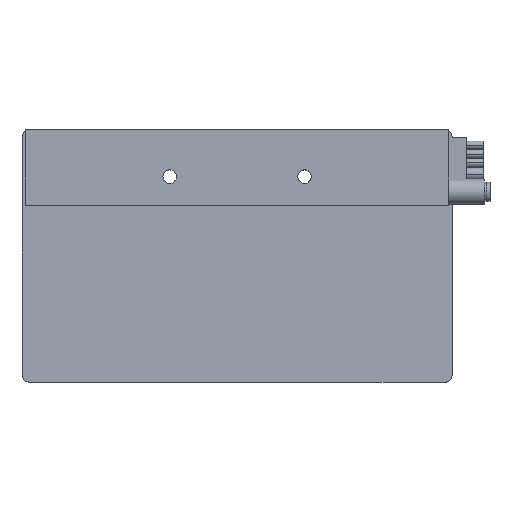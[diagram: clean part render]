
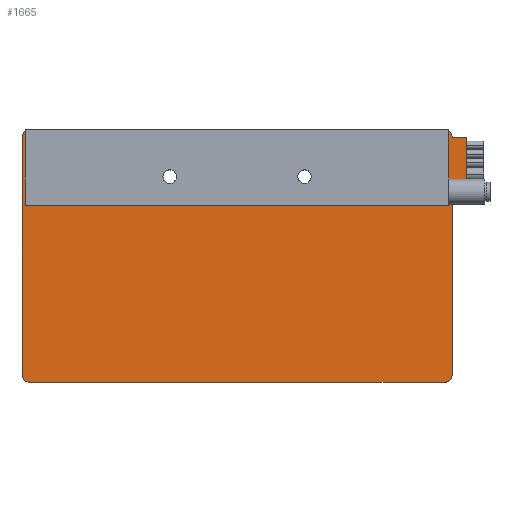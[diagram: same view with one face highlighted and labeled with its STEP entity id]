
A CAD part, top view. The second image highlights one B-rep face of the part: STEP entity #1665.
In plain terms, the highlighted planar face has unit normal (0, 0, 1).
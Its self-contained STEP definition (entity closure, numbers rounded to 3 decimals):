
#161=DIRECTION('',(0.,1.,0.));
#162=VECTOR('',#161,23.445);
#163=CARTESIAN_POINT('',(66.999,16.05,4.2));
#164=LINE('',#163,#162);
#165=CARTESIAN_POINT('',(65.8,37.65,4.2));
#166=DIRECTION('',(0.,0.,-1.));
#167=DIRECTION('',(0.545,0.838,0.));
#168=AXIS2_PLACEMENT_3D('',#165,#166,#167);
#170=DIRECTION('',(0.,-1.,0.));
#171=VECTOR('',#170,0.25);
#172=CARTESIAN_POINT('',(68.,37.65,4.2));
#173=LINE('',#172,#171);
#174=DIRECTION('',(0.,-1.,0.));
#175=VECTOR('',#174,14.6);
#176=CARTESIAN_POINT('',(72.6,37.4,4.2));
#177=LINE('',#176,#175);
#178=DIRECTION('',(0.,-1.,0.));
#179=VECTOR('',#178,60.55);
#180=CARTESIAN_POINT('',(68.,22.8,4.2));
#181=LINE('',#180,#179);
#182=CARTESIAN_POINT('',(65.8,-37.75,4.2));
#183=DIRECTION('',(0.,0.,-1.));
#184=DIRECTION('',(1.,0.,0.));
#185=AXIS2_PLACEMENT_3D('',#182,#183,#184);
#187=DIRECTION('',(-1.,0.,0.));
#188=VECTOR('',#187,131.6);
#189=CARTESIAN_POINT('',(65.8,-39.95,4.2));
#190=LINE('',#189,#188);
#191=CARTESIAN_POINT('',(-65.8,-37.75,4.2));
#192=DIRECTION('',(0.,0.,-1.));
#193=DIRECTION('',(0.,-1.,0.));
#194=AXIS2_PLACEMENT_3D('',#191,#192,#193);
#196=DIRECTION('',(0.,1.,0.));
#197=VECTOR('',#196,75.4);
#198=CARTESIAN_POINT('',(-68.,-37.75,4.2));
#199=LINE('',#198,#197);
#200=CARTESIAN_POINT('',(-65.8,37.65,4.2));
#201=DIRECTION('',(0.,0.,-1.));
#202=DIRECTION('',(-1.,0.,0.));
#203=AXIS2_PLACEMENT_3D('',#200,#201,#202);
#205=DIRECTION('',(1.,0.,0.));
#206=VECTOR('',#205,134.);
#207=CARTESIAN_POINT('',(-67.001,16.05,4.2));
#208=LINE('',#207,#206);
#273=DIRECTION('',(1.,0.,0.));
#274=VECTOR('',#273,4.6);
#275=CARTESIAN_POINT('',(68.,22.8,4.2));
#276=LINE('',#275,#274);
#345=DIRECTION('',(-1.,0.,0.));
#346=VECTOR('',#345,4.6);
#347=CARTESIAN_POINT('',(72.6,37.4,4.2));
#348=LINE('',#347,#346);
#522=DIRECTION('',(0.,1.,0.));
#523=VECTOR('',#522,23.443);
#524=CARTESIAN_POINT('',(-67.001,16.05,4.2));
#525=LINE('',#524,#523);
#1189=CARTESIAN_POINT('',(-67.001,39.493,4.2));
#1191=VERTEX_POINT('',#1189);
#1193=CARTESIAN_POINT('',(-68.,37.65,4.2));
#1194=VERTEX_POINT('',#1193);
#1198=CARTESIAN_POINT('',(66.999,39.495,4.2));
#1200=VERTEX_POINT('',#1198);
#1209=CARTESIAN_POINT('',(68.,37.65,4.2));
#1210=VERTEX_POINT('',#1209);
#1215=CARTESIAN_POINT('',(68.,37.4,4.2));
#1216=VERTEX_POINT('',#1215);
#1217=CARTESIAN_POINT('',(68.,-37.75,4.2));
#1218=VERTEX_POINT('',#1217);
#1219=CARTESIAN_POINT('',(68.,22.8,4.2));
#1220=VERTEX_POINT('',#1219);
#1241=CARTESIAN_POINT('',(72.6,22.8,4.2));
#1242=VERTEX_POINT('',#1241);
#1243=CARTESIAN_POINT('',(66.999,16.05,4.2));
#1244=VERTEX_POINT('',#1243);
#1245=CARTESIAN_POINT('',(72.6,37.4,4.2));
#1246=VERTEX_POINT('',#1245);
#1247=CARTESIAN_POINT('',(65.8,-39.95,4.2));
#1248=VERTEX_POINT('',#1247);
#1249=CARTESIAN_POINT('',(-65.8,-39.95,4.2));
#1250=VERTEX_POINT('',#1249);
#1251=CARTESIAN_POINT('',(-68.,-37.75,4.2));
#1252=VERTEX_POINT('',#1251);
#1253=CARTESIAN_POINT('',(-67.001,16.05,4.2));
#1254=VERTEX_POINT('',#1253);
#1633=CARTESIAN_POINT('',(0.,-0.05,4.2));
#1634=DIRECTION('',(0.,0.,1.));
#1635=DIRECTION('',(1.,0.,0.));
#1636=AXIS2_PLACEMENT_3D('',#1633,#1634,#1635);
#1637=PLANE('',#1636);
#1638=ORIENTED_EDGE('',*,*,#1607,.T.);
#1639=ORIENTED_EDGE('',*,*,#1570,.T.);
#1641=ORIENTED_EDGE('',*,*,#1640,.T.);
#1643=ORIENTED_EDGE('',*,*,#1642,.F.);
#1645=ORIENTED_EDGE('',*,*,#1644,.T.);
#1647=ORIENTED_EDGE('',*,*,#1646,.F.);
#1649=ORIENTED_EDGE('',*,*,#1648,.T.);
#1651=ORIENTED_EDGE('',*,*,#1650,.T.);
#1653=ORIENTED_EDGE('',*,*,#1652,.T.);
#1655=ORIENTED_EDGE('',*,*,#1654,.T.);
#1657=ORIENTED_EDGE('',*,*,#1656,.T.);
#1659=ORIENTED_EDGE('',*,*,#1658,.T.);
#1661=ORIENTED_EDGE('',*,*,#1660,.F.);
#1662=ORIENTED_EDGE('',*,*,#1623,.T.);
#1663=EDGE_LOOP('',(#1638,#1639,#1641,#1643,#1645,#1647,#1649,#1651,#1653,#1655,
#1657,#1659,#1661,#1662));
#1664=FACE_OUTER_BOUND('',#1663,.F.);
#169=CIRCLE('',#168,2.2);
#186=CIRCLE('',#185,2.2);
#195=CIRCLE('',#194,2.2);
#204=CIRCLE('',#203,2.2);
#1570=EDGE_CURVE('',#1200,#1210,#169,.T.);
#1607=EDGE_CURVE('',#1244,#1200,#164,.T.);
#1623=EDGE_CURVE('',#1254,#1244,#208,.T.);
#1640=EDGE_CURVE('',#1210,#1216,#173,.T.);
#1642=EDGE_CURVE('',#1246,#1216,#348,.T.);
#1644=EDGE_CURVE('',#1246,#1242,#177,.T.);
#1646=EDGE_CURVE('',#1220,#1242,#276,.T.);
#1648=EDGE_CURVE('',#1220,#1218,#181,.T.);
#1650=EDGE_CURVE('',#1218,#1248,#186,.T.);
#1652=EDGE_CURVE('',#1248,#1250,#190,.T.);
#1654=EDGE_CURVE('',#1250,#1252,#195,.T.);
#1656=EDGE_CURVE('',#1252,#1194,#199,.T.);
#1658=EDGE_CURVE('',#1194,#1191,#204,.T.);
#1660=EDGE_CURVE('',#1254,#1191,#525,.T.);
#1665=ADVANCED_FACE('',(#1664),#1637,.T.);
